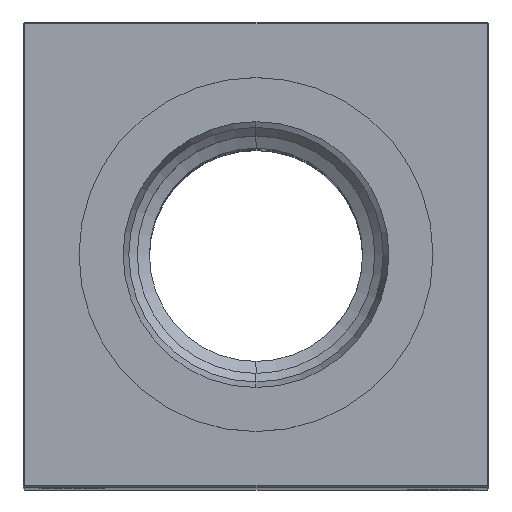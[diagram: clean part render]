
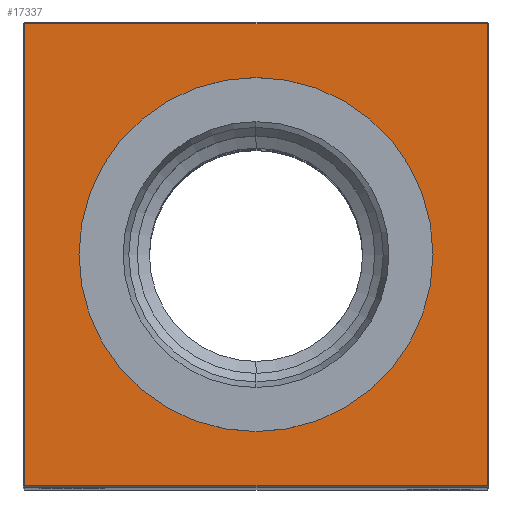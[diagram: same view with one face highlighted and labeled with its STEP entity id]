
A CAD part, top view. The second image highlights one B-rep face of the part: STEP entity #17337.
In plain terms, the highlighted planar face has unit normal (0, 0, 1).
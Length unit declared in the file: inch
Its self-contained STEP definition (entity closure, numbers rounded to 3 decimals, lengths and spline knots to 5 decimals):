
#170 = CARTESIAN_POINT ( 'NONE',  ( 1.49, 1.49, 10.5 ) ) ;
#452 = EDGE_CURVE ( 'NONE', #28747, #24075, #6397, .T. ) ;
#1775 = DIRECTION ( 'NONE',  ( -1., 0., 0. ) ) ;
#1878 = CARTESIAN_POINT ( 'NONE',  ( 1.49, -1.49, 10.5 ) ) ;
#2280 = DIRECTION ( 'NONE',  ( -1., 0., 0. ) ) ;
#3545 = VECTOR ( 'NONE', #8189, 39.37008 ) ;
#3546 = AXIS2_PLACEMENT_3D ( 'NONE', #6413, #22135, #29063 ) ;
#3616 = CARTESIAN_POINT ( 'NONE',  ( -1.49, -1.49, 10.5 ) ) ;
#4844 = LINE ( 'NONE', #20592, #25627 ) ;
#5775 = DIRECTION ( 'NONE',  ( 0., 0., -1. ) ) ;
#5866 = EDGE_CURVE ( 'NONE', #7764, #13095, #21423, .T. ) ;
#6213 = ORIENTED_EDGE ( 'NONE', *, *, #13399, .T. ) ;
#6397 = CIRCLE ( 'NONE', #20950, 1.14173 ) ;
#6413 = CARTESIAN_POINT ( 'NONE',  ( 0., 0., 10.5 ) ) ;
#7523 = VECTOR ( 'NONE', #2280, 39.37008 ) ;
#7633 = VERTEX_POINT ( 'NONE', #170 ) ;
#7764 = VERTEX_POINT ( 'NONE', #9605 ) ;
#8189 = DIRECTION ( 'NONE',  ( 0., -1., 0. ) ) ;
#9355 = FACE_OUTER_BOUND ( 'NONE', #13536, .T. ) ;
#9605 = CARTESIAN_POINT ( 'NONE',  ( -1.49, 1.49, 10.5 ) ) ;
#9911 = EDGE_CURVE ( 'NONE', #24075, #28747, #17260, .T. ) ;
#11444 = ORIENTED_EDGE ( 'NONE', *, *, #9911, .T. ) ;
#11483 = DIRECTION ( 'NONE',  ( 0., 1., 0. ) ) ;
#11774 = EDGE_LOOP ( 'NONE', ( #11444, #26487 ) ) ;
#12058 = CARTESIAN_POINT ( 'NONE',  ( 0., 1.14173, 10.5 ) ) ;
#12480 = VECTOR ( 'NONE', #14921, 39.37008 ) ;
#13095 = VERTEX_POINT ( 'NONE', #3616 ) ;
#13399 = EDGE_CURVE ( 'NONE', #24019, #7633, #4844, .T. ) ;
#13536 = EDGE_LOOP ( 'NONE', ( #15810, #21268, #6213, #19017 ) ) ;
#14274 = CARTESIAN_POINT ( 'NONE',  ( 0., -1.14173, 10.5 ) ) ;
#14749 = CARTESIAN_POINT ( 'NONE',  ( 0., 0., 10.5 ) ) ;
#14921 = DIRECTION ( 'NONE',  ( 1., 0., 0. ) ) ;
#15810 = ORIENTED_EDGE ( 'NONE', *, *, #5866, .T. ) ;
#16487 = DIRECTION ( 'NONE',  ( 0., 0., -1. ) ) ;
#17100 = LINE ( 'NONE', #28452, #12480 ) ;
#17260 = CIRCLE ( 'NONE', #21035, 1.14173 ) ;
#17337 = ADVANCED_FACE ( 'NONE', ( #9355, #19911 ), #20070, .F. ) ;
#18697 = CARTESIAN_POINT ( 'NONE',  ( 0., 0., 10.5 ) ) ;
#19017 = ORIENTED_EDGE ( 'NONE', *, *, #25813, .T. ) ;
#19911 = FACE_BOUND ( 'NONE', #11774, .T. ) ;
#20070 = PLANE ( 'NONE',  #3546 ) ;
#20592 = CARTESIAN_POINT ( 'NONE',  ( 1.49, 0., 10.5 ) ) ;
#20950 = AXIS2_PLACEMENT_3D ( 'NONE', #14749, #5775, #1775 ) ;
#21035 = AXIS2_PLACEMENT_3D ( 'NONE', #18697, #16487, #25473 ) ;
#21268 = ORIENTED_EDGE ( 'NONE', *, *, #28359, .T. ) ;
#21423 = LINE ( 'NONE', #21704, #3545 ) ;
#21704 = CARTESIAN_POINT ( 'NONE',  ( -1.49, 0., 10.5 ) ) ;
#22135 = DIRECTION ( 'NONE',  ( 0., 0., -1. ) ) ;
#24019 = VERTEX_POINT ( 'NONE', #1878 ) ;
#24075 = VERTEX_POINT ( 'NONE', #12058 ) ;
#25473 = DIRECTION ( 'NONE',  ( -1., 0., 0. ) ) ;
#25627 = VECTOR ( 'NONE', #11483, 39.37008 ) ;
#25813 = EDGE_CURVE ( 'NONE', #7633, #7764, #27320, .T. ) ;
#26487 = ORIENTED_EDGE ( 'NONE', *, *, #452, .T. ) ;
#27320 = LINE ( 'NONE', #29085, #7523 ) ;
#28359 = EDGE_CURVE ( 'NONE', #13095, #24019, #17100, .T. ) ;
#28452 = CARTESIAN_POINT ( 'NONE',  ( 0., -1.49, 10.5 ) ) ;
#28747 = VERTEX_POINT ( 'NONE', #14274 ) ;
#29063 = DIRECTION ( 'NONE',  ( -1., 0., 0. ) ) ;
#29085 = CARTESIAN_POINT ( 'NONE',  ( 0., 1.49, 10.5 ) ) ;
